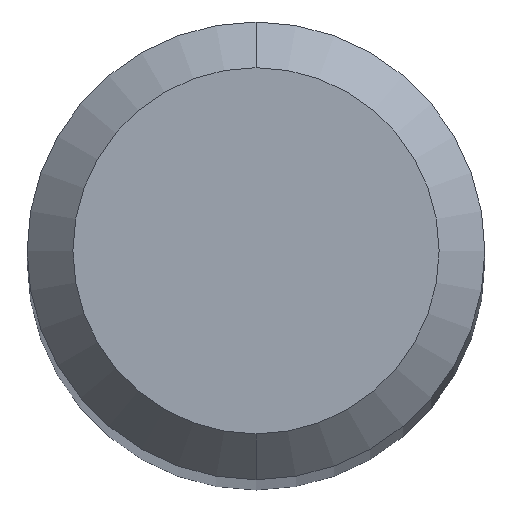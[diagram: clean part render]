
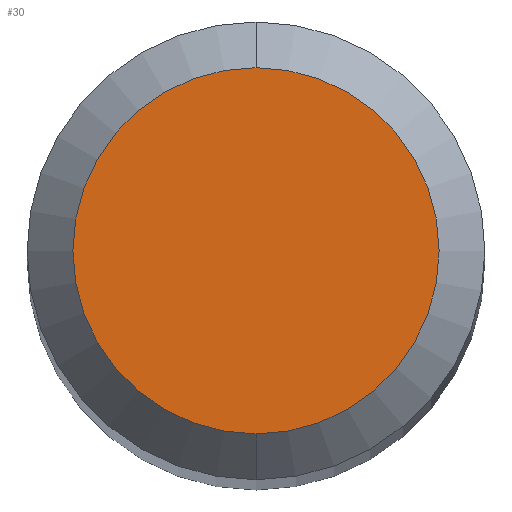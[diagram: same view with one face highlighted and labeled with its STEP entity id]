
A CAD part, top view. The second image highlights one B-rep face of the part: STEP entity #30.
In plain terms, the highlighted planar face has unit normal (0, 0, 1).
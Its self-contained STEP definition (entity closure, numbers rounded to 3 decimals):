
#1 = VERTEX_POINT ( 'NONE', #162 ) ;
#4 = DIRECTION ( 'NONE',  ( 0., 1., 0. ) ) ;
#8 = CIRCLE ( 'NONE', #193, 4.128 ) ;
#18 = FACE_OUTER_BOUND ( 'NONE', #78, .T. ) ;
#30 = ADVANCED_FACE ( 'NONE', ( #18 ), #185, .F. ) ;
#39 = DIRECTION ( 'NONE',  ( 0., 1., 0. ) ) ;
#49 = CIRCLE ( 'NONE', #63, 4.128 ) ;
#59 = CARTESIAN_POINT ( 'NONE',  ( 0., 0., 0. ) ) ;
#63 = AXIS2_PLACEMENT_3D ( 'NONE', #135, #100, #39 ) ;
#68 = CARTESIAN_POINT ( 'NONE',  ( 0., 5.159, 0. ) ) ;
#78 = EDGE_LOOP ( 'NONE', ( #140, #133 ) ) ;
#81 = CARTESIAN_POINT ( 'NONE',  ( 0., 4.128, 0. ) ) ;
#100 = DIRECTION ( 'NONE',  ( 0., 0., 1. ) ) ;
#130 = VERTEX_POINT ( 'NONE', #81 ) ;
#132 = EDGE_CURVE ( 'NONE', #1, #130, #49, .T. ) ;
#133 = ORIENTED_EDGE ( 'NONE', *, *, #132, .T. ) ;
#135 = CARTESIAN_POINT ( 'NONE',  ( 0., 0., 0. ) ) ;
#139 = DIRECTION ( 'NONE',  ( 0., 1., 0. ) ) ;
#140 = ORIENTED_EDGE ( 'NONE', *, *, #165, .T. ) ;
#143 = AXIS2_PLACEMENT_3D ( 'NONE', #68, #186, #4 ) ;
#162 = CARTESIAN_POINT ( 'NONE',  ( 0., -4.128, 0. ) ) ;
#165 = EDGE_CURVE ( 'NONE', #130, #1, #8, .T. ) ;
#185 = PLANE ( 'NONE',  #143 ) ;
#186 = DIRECTION ( 'NONE',  ( 0., 0., -1. ) ) ;
#191 = DIRECTION ( 'NONE',  ( 0., 0., 1. ) ) ;
#193 = AXIS2_PLACEMENT_3D ( 'NONE', #59, #191, #139 ) ;
